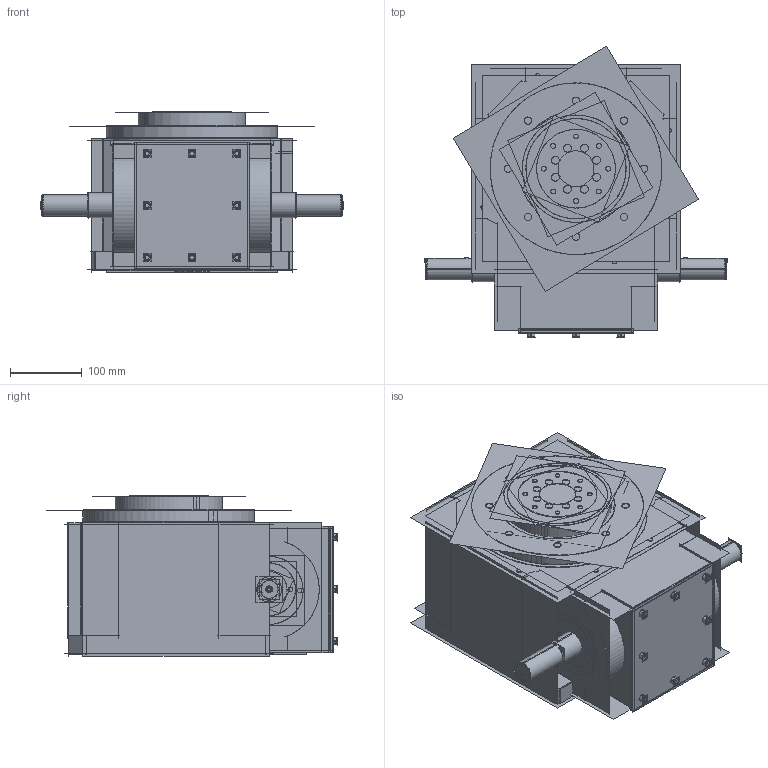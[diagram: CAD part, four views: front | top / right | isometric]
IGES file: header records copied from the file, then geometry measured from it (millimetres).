
Start section:  PTC IGES file: jz-140dt.igs
Global section: file name: jz-140dt.igs; native system: Creo Parametric by PTC Inc.; preprocessor: 2019010; author: DELL; organization: Unknown; date: 20240321.160039; units: millimetre
Bounding box: 422.4 x 407.1 x 224.46 mm (x, y, z)
Surface area: 3459441.6 mm2 (no closed solid volume)
Topology: 0 solids, 0 shells, 1323 faces, 21626 edges, 28354 vertices
Faces by surface type: revolution 701, bspline 622
